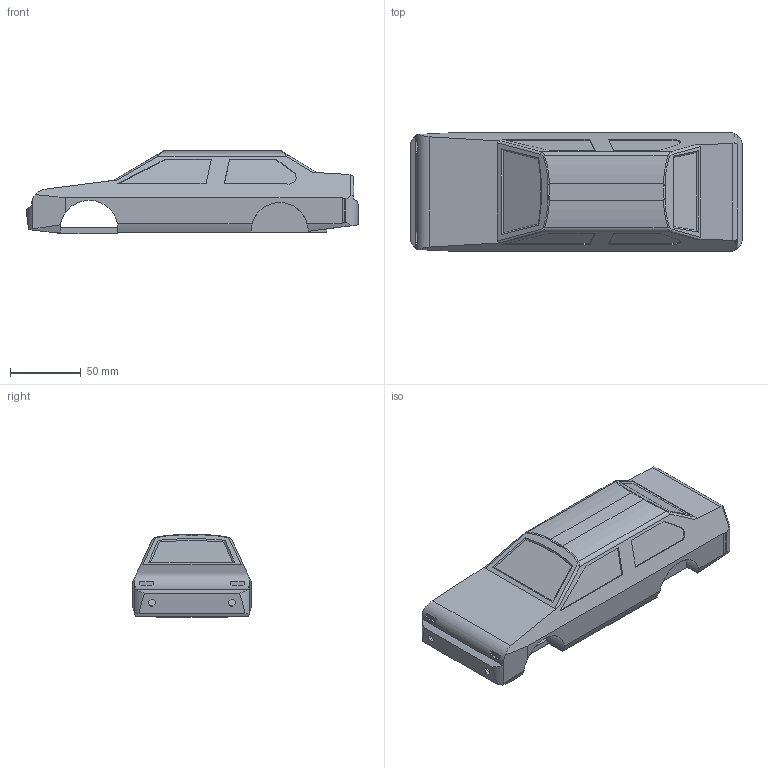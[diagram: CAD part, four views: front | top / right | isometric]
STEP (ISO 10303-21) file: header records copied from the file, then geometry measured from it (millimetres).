
FILE_DESCRIPTION(('CATIA V5 STEP Exchange'),'2;1');
FILE_NAME('Kori.stp','2016-05-02T07:16:39+00:00',('none'),('none'),'CATIA Version 5 Release 21 GA (IN-10)','CATIA V5 STEP AP203','none');
FILE_SCHEMA(('CONFIG_CONTROL_DESIGN'));
Length unit declared in the file: millimetre
Products named in the file (1): Part4
Bounding box: 234.58 x 84 x 58.56 mm (x, y, z)
Volume: 126299.8 mm3; surface area: 112962.2 mm2
Topology: 1 solids, 1 shells, 207 faces, 550 edges, 358 vertices
Faces by surface type: plane 104, cylinder 80, bspline 18, extrusion 4, torus 1
Entity records: 16535 total; most frequent: CARTESIAN_POINT 11940, ORIENTED_EDGE 1096, DIRECTION 659, EDGE_CURVE 548, VERTEX_POINT 358, VECTOR 303, LINE 299, EDGE_LOOP 226
